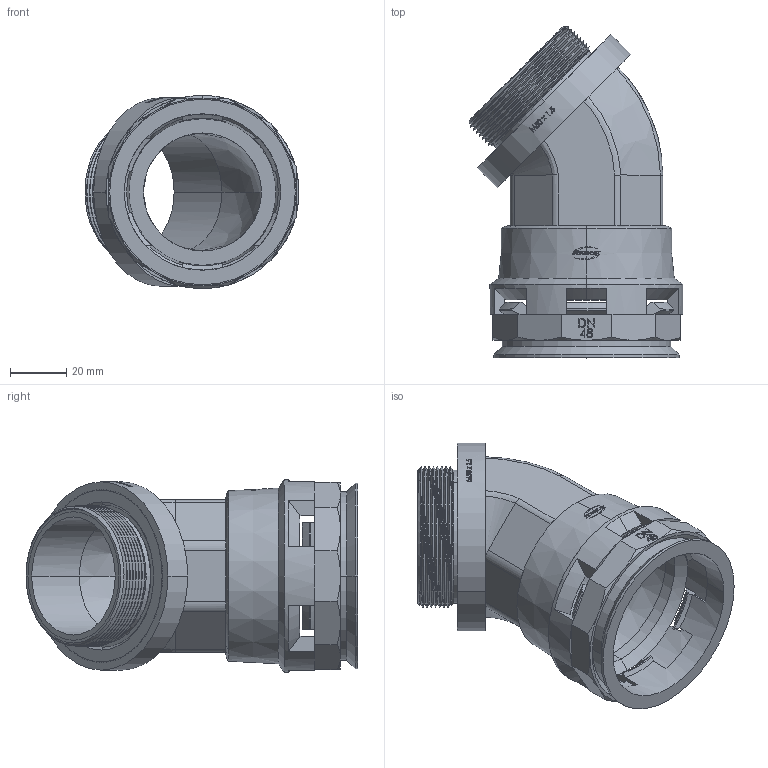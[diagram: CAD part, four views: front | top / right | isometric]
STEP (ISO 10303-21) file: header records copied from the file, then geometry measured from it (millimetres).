
FILE_DESCRIPTION (( 'STEP AP203' ), '1' );
FILE_NAME ('(LTCM-48M50-)_I3040_0006_06_0.STEP', '2012-06-19T10:54:59', ( 'Llorenç' ), ( '' ), 'SwSTEP 2.0', 'SolidWorks 2007', '' );
FILE_SCHEMA (( 'CONFIG_CONTROL_DESIGN' ));
Products named in the file (1): (LTCM-48M50-)_I3040_0006_06_0
Bounding box: 76.15 x 118.1 x 68.7 mm (x, y, z)
Volume: 108930.8 mm3; surface area: 62133.6 mm2
Topology: 3 solids, 3 shells, 4043 faces, 11968 edges, 7951 vertices
Faces by surface type: plane 2801, cylinder 967, bspline 181, cone 90, torus 4
Entity records: 147477 total; most frequent: CARTESIAN_POINT 44454, ORIENTED_EDGE 23932, DIRECTION 18403, EDGE_CURVE 11966, VERTEX_POINT 7951, VECTOR 6615, LINE 6615, AXIS2_PLACEMENT_3D 5894
